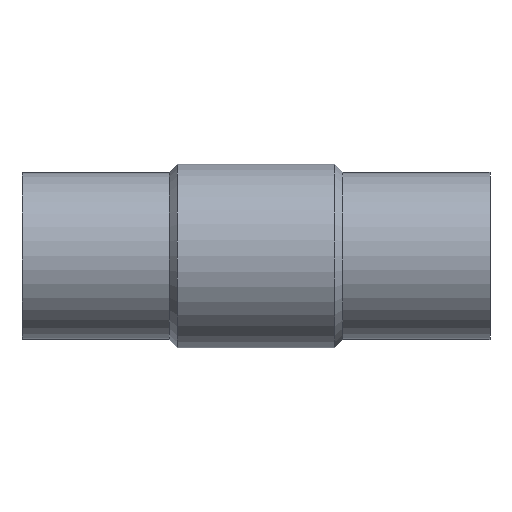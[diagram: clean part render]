
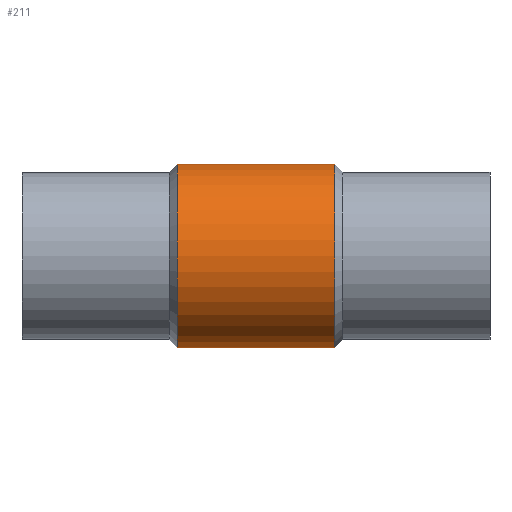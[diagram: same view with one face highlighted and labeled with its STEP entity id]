
A CAD part, top view. The second image highlights one B-rep face of the part: STEP entity #211.
In plain terms, the highlighted cylindrical face has radius 68.75 mm (diameter 137.5 mm), a full revolution.
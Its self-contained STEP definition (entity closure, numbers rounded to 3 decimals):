
#25=FACE_OUTER_BOUND('',#38,.T.);
#38=EDGE_LOOP('',(#149,#150,#151,#152,#153,#154,#155,#156,#157));
#56=B_SPLINE_CURVE_WITH_KNOTS('',3,(#416,#417,#418,#419,#420,#421,#422,
#423,#424,#425,#426,#427,#428,#429,#430,#431,#432,#433,#434,#435,#436,#437,
#438,#439,#440,#441,#442,#443,#444,#445,#446,#447,#448,#449),
 .UNSPECIFIED.,.F.,.F.,(4,2,2,2,2,2,2,2,2,2,2,2,2,2,2,2,4),(5.33,
5.995,6.66,7.325,7.991,8.658,
9.325,9.992,10.659,11.326,11.994,
12.661,13.328,13.993,14.658,15.324,
15.989),.UNSPECIFIED.);
#57=B_SPLINE_CURVE_WITH_KNOTS('',3,(#454,#455,#456,#457,#458,#459,#460,
#461,#462,#463,#464,#465,#466,#467,#468,#469,#470,#471),.UNSPECIFIED.,.F.,
 .F.,(4,2,2,2,2,2,2,2,4),(15.989,16.654,17.319,
17.985,18.65,19.317,19.984,20.651,
21.319),.UNSPECIFIED.);
#58=B_SPLINE_CURVE_WITH_KNOTS('',3,(#472,#473,#474,#475,#476,#477,#478,
#479,#480,#481,#482,#483,#484,#485,#486,#487,#488,#489),.UNSPECIFIED.,.F.,
 .F.,(4,2,2,2,2,2,2,2,4),(0.,0.667,1.334,2.001,
2.669,3.334,3.999,4.664,5.33),
 .UNSPECIFIED.);
#60=LINE('',#414,#72);
#61=LINE('',#451,#73);
#72=VECTOR('',#279,68.75);
#73=VECTOR('',#280,68.75);
#84=CIRCLE('',#246,68.75);
#85=CIRCLE('',#247,68.75);
#99=VERTEX_POINT('',#411);
#100=VERTEX_POINT('',#413);
#101=VERTEX_POINT('',#415);
#102=VERTEX_POINT('',#450);
#103=VERTEX_POINT('',#453);
#118=EDGE_CURVE('',#99,#99,#84,.T.);
#119=EDGE_CURVE('',#99,#100,#60,.T.);
#120=EDGE_CURVE('',#100,#101,#56,.T.);
#121=EDGE_CURVE('',#101,#102,#61,.T.);
#122=EDGE_CURVE('',#102,#102,#85,.T.);
#123=EDGE_CURVE('',#101,#103,#57,.T.);
#124=EDGE_CURVE('',#103,#100,#58,.T.);
#149=ORIENTED_EDGE('',*,*,#118,.F.);
#150=ORIENTED_EDGE('',*,*,#119,.T.);
#151=ORIENTED_EDGE('',*,*,#120,.T.);
#152=ORIENTED_EDGE('',*,*,#121,.T.);
#153=ORIENTED_EDGE('',*,*,#122,.T.);
#154=ORIENTED_EDGE('',*,*,#121,.F.);
#155=ORIENTED_EDGE('',*,*,#123,.T.);
#156=ORIENTED_EDGE('',*,*,#124,.T.);
#157=ORIENTED_EDGE('',*,*,#119,.F.);
#204=CYLINDRICAL_SURFACE('',#245,68.75);
#211=ADVANCED_FACE('',(#25),#204,.T.);
#245=AXIS2_PLACEMENT_3D('',#410,#275,#276);
#246=AXIS2_PLACEMENT_3D('',#412,#277,#278);
#247=AXIS2_PLACEMENT_3D('',#452,#281,#282);
#275=DIRECTION('center_axis',(-1.,0.,0.));
#276=DIRECTION('ref_axis',(0.,0.,1.));
#277=DIRECTION('center_axis',(-1.,0.,0.));
#278=DIRECTION('ref_axis',(0.,0.,1.));
#279=DIRECTION('',(1.,0.,0.));
#280=DIRECTION('',(1.,0.,0.));
#281=DIRECTION('center_axis',(-1.,0.,0.));
#282=DIRECTION('ref_axis',(0.,0.,1.));
#410=CARTESIAN_POINT('Origin',(0.,0.,0.));
#411=CARTESIAN_POINT('',(-58.75,0.,-68.75));
#412=CARTESIAN_POINT('Origin',(-58.75,0.,0.));
#413=CARTESIAN_POINT('',(-34.65,0.,-68.75));
#414=CARTESIAN_POINT('',(0.,0.,-68.75));
#415=CARTESIAN_POINT('',(34.65,0.,-68.75));
#416=CARTESIAN_POINT('Ctrl Pts',(-34.65,0.,-68.75));
#417=CARTESIAN_POINT('Ctrl Pts',(-34.65,-2.218,-68.75));
#418=CARTESIAN_POINT('Ctrl Pts',(-34.434,-4.498,-68.64));
#419=CARTESIAN_POINT('Ctrl Pts',(-33.537,-9.011,-68.195));
#420=CARTESIAN_POINT('Ctrl Pts',(-32.857,-11.242,-67.859));
#421=CARTESIAN_POINT('Ctrl Pts',(-31.075,-15.501,-67.015));
#422=CARTESIAN_POINT('Ctrl Pts',(-29.973,-17.531,-66.506));
#423=CARTESIAN_POINT('Ctrl Pts',(-27.443,-21.275,-65.405));
#424=CARTESIAN_POINT('Ctrl Pts',(-26.015,-22.987,-64.813));
#425=CARTESIAN_POINT('Ctrl Pts',(-22.983,-26.019,-63.657));
#426=CARTESIAN_POINT('Ctrl Pts',(-21.268,-27.448,-63.048));
#427=CARTESIAN_POINT('Ctrl Pts',(-17.526,-29.976,-61.886));
#428=CARTESIAN_POINT('Ctrl Pts',(-15.498,-31.076,-61.334));
#429=CARTESIAN_POINT('Ctrl Pts',(-11.246,-32.855,-60.4));
#430=CARTESIAN_POINT('Ctrl Pts',(-9.018,-33.535,-60.019));
#431=CARTESIAN_POINT('Ctrl Pts',(-4.507,-34.433,-59.508));
#432=CARTESIAN_POINT('Ctrl Pts',(-2.224,-34.65,-59.38));
#433=CARTESIAN_POINT('Ctrl Pts',(2.224,-34.65,-59.38));
#434=CARTESIAN_POINT('Ctrl Pts',(4.507,-34.433,-59.508));
#435=CARTESIAN_POINT('Ctrl Pts',(9.018,-33.535,-60.019));
#436=CARTESIAN_POINT('Ctrl Pts',(11.246,-32.855,-60.4));
#437=CARTESIAN_POINT('Ctrl Pts',(15.498,-31.076,-61.334));
#438=CARTESIAN_POINT('Ctrl Pts',(17.526,-29.976,-61.886));
#439=CARTESIAN_POINT('Ctrl Pts',(21.268,-27.448,-63.048));
#440=CARTESIAN_POINT('Ctrl Pts',(22.983,-26.019,-63.657));
#441=CARTESIAN_POINT('Ctrl Pts',(26.015,-22.987,-64.813));
#442=CARTESIAN_POINT('Ctrl Pts',(27.443,-21.275,-65.405));
#443=CARTESIAN_POINT('Ctrl Pts',(29.973,-17.531,-66.506));
#444=CARTESIAN_POINT('Ctrl Pts',(31.075,-15.501,-67.015));
#445=CARTESIAN_POINT('Ctrl Pts',(32.857,-11.242,-67.859));
#446=CARTESIAN_POINT('Ctrl Pts',(33.537,-9.011,-68.195));
#447=CARTESIAN_POINT('Ctrl Pts',(34.434,-4.498,-68.64));
#448=CARTESIAN_POINT('Ctrl Pts',(34.65,-2.218,-68.75));
#449=CARTESIAN_POINT('Ctrl Pts',(34.65,0.,-68.75));
#450=CARTESIAN_POINT('',(58.75,0.,-68.75));
#451=CARTESIAN_POINT('',(0.,0.,-68.75));
#452=CARTESIAN_POINT('Origin',(58.75,0.,0.));
#453=CARTESIAN_POINT('',(0.,34.65,-59.38));
#454=CARTESIAN_POINT('Ctrl Pts',(34.65,0.,-68.75));
#455=CARTESIAN_POINT('Ctrl Pts',(34.65,2.218,-68.75));
#456=CARTESIAN_POINT('Ctrl Pts',(34.434,4.498,-68.64));
#457=CARTESIAN_POINT('Ctrl Pts',(33.537,9.011,-68.195));
#458=CARTESIAN_POINT('Ctrl Pts',(32.857,11.242,-67.859));
#459=CARTESIAN_POINT('Ctrl Pts',(31.075,15.501,-67.015));
#460=CARTESIAN_POINT('Ctrl Pts',(29.973,17.531,-66.506));
#461=CARTESIAN_POINT('Ctrl Pts',(27.443,21.275,-65.405));
#462=CARTESIAN_POINT('Ctrl Pts',(26.015,22.987,-64.813));
#463=CARTESIAN_POINT('Ctrl Pts',(22.983,26.019,-63.657));
#464=CARTESIAN_POINT('Ctrl Pts',(21.268,27.448,-63.048));
#465=CARTESIAN_POINT('Ctrl Pts',(17.526,29.976,-61.886));
#466=CARTESIAN_POINT('Ctrl Pts',(15.498,31.076,-61.334));
#467=CARTESIAN_POINT('Ctrl Pts',(11.246,32.855,-60.4));
#468=CARTESIAN_POINT('Ctrl Pts',(9.018,33.535,-60.019));
#469=CARTESIAN_POINT('Ctrl Pts',(4.507,34.433,-59.508));
#470=CARTESIAN_POINT('Ctrl Pts',(2.224,34.65,-59.38));
#471=CARTESIAN_POINT('Ctrl Pts',(0.,34.65,-59.38));
#472=CARTESIAN_POINT('Ctrl Pts',(0.,34.65,-59.38));
#473=CARTESIAN_POINT('Ctrl Pts',(-2.224,34.65,-59.38));
#474=CARTESIAN_POINT('Ctrl Pts',(-4.507,34.433,-59.508));
#475=CARTESIAN_POINT('Ctrl Pts',(-9.018,33.535,-60.019));
#476=CARTESIAN_POINT('Ctrl Pts',(-11.246,32.855,-60.4));
#477=CARTESIAN_POINT('Ctrl Pts',(-15.498,31.076,-61.334));
#478=CARTESIAN_POINT('Ctrl Pts',(-17.526,29.976,-61.886));
#479=CARTESIAN_POINT('Ctrl Pts',(-21.268,27.448,-63.048));
#480=CARTESIAN_POINT('Ctrl Pts',(-22.983,26.019,-63.657));
#481=CARTESIAN_POINT('Ctrl Pts',(-26.015,22.987,-64.813));
#482=CARTESIAN_POINT('Ctrl Pts',(-27.443,21.275,-65.405));
#483=CARTESIAN_POINT('Ctrl Pts',(-29.973,17.531,-66.506));
#484=CARTESIAN_POINT('Ctrl Pts',(-31.075,15.501,-67.015));
#485=CARTESIAN_POINT('Ctrl Pts',(-32.857,11.242,-67.859));
#486=CARTESIAN_POINT('Ctrl Pts',(-33.537,9.011,-68.195));
#487=CARTESIAN_POINT('Ctrl Pts',(-34.434,4.498,-68.64));
#488=CARTESIAN_POINT('Ctrl Pts',(-34.65,2.218,-68.75));
#489=CARTESIAN_POINT('Ctrl Pts',(-34.65,0.,-68.75));
